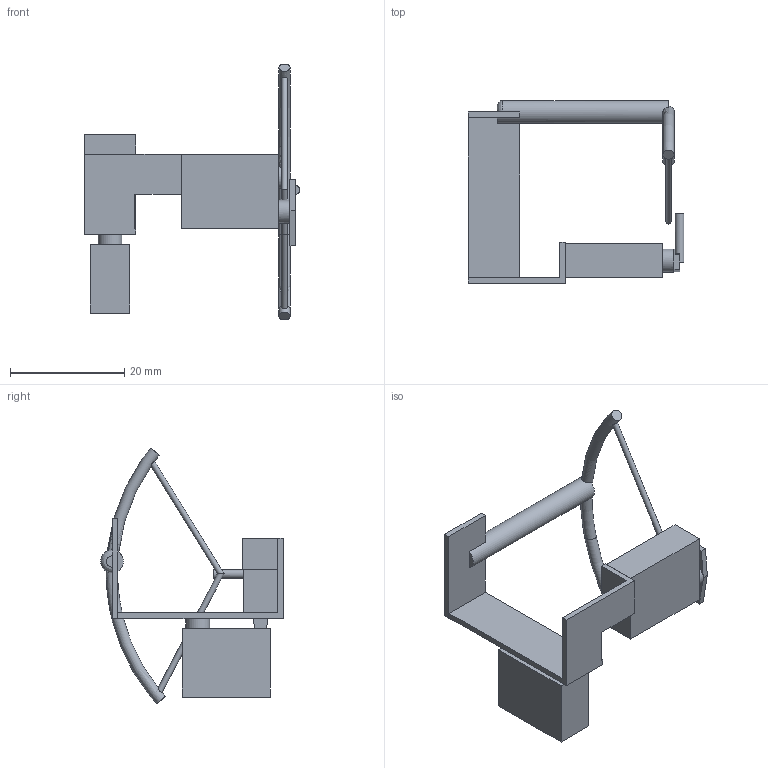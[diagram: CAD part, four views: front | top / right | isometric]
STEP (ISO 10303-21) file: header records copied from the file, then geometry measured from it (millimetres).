
FILE_DESCRIPTION(/* description */ (''),/* implementation_level */ '2;1');
FILE_NAME(/* name */ 'arrow and bow v3.step',/* time_stamp */ '2022-03-21T22:07:17+06:00',/* author */ (''),/* organization */ (''),/* preprocessor_version */ 'ST-DEVELOPER v18.1',/* originating_system */ 'Autodesk Translation Framework v10.13.0.1454',/* authorisation */ '');
FILE_SCHEMA (('AUTOMOTIVE_DESIGN { 1 0 10303 214 3 1 1 }'));
Length unit declared in the file: millimetre
Products named in the file (1): arrow and bow
Bounding box: 37.76 x 32 x 44.79 mm (x, y, z)
Volume: 3867.9 mm3; surface area: 3913.8 mm2
Topology: 4 solids, 4 shells, 66 faces, 163 edges, 107 vertices
Faces by surface type: plane 56, cylinder 7, torus 2, bspline 1
Full cylindrical faces by diameter (mm): 1 x3, 1.5 x1, 4 x2, 4.181 x1
Entity records: 2205 total; most frequent: CARTESIAN_POINT 579, ORIENTED_EDGE 326, DIRECTION 318, EDGE_CURVE 163, LINE 112, VECTOR 112, VERTEX_POINT 107, AXIS2_PLACEMENT_3D 103
